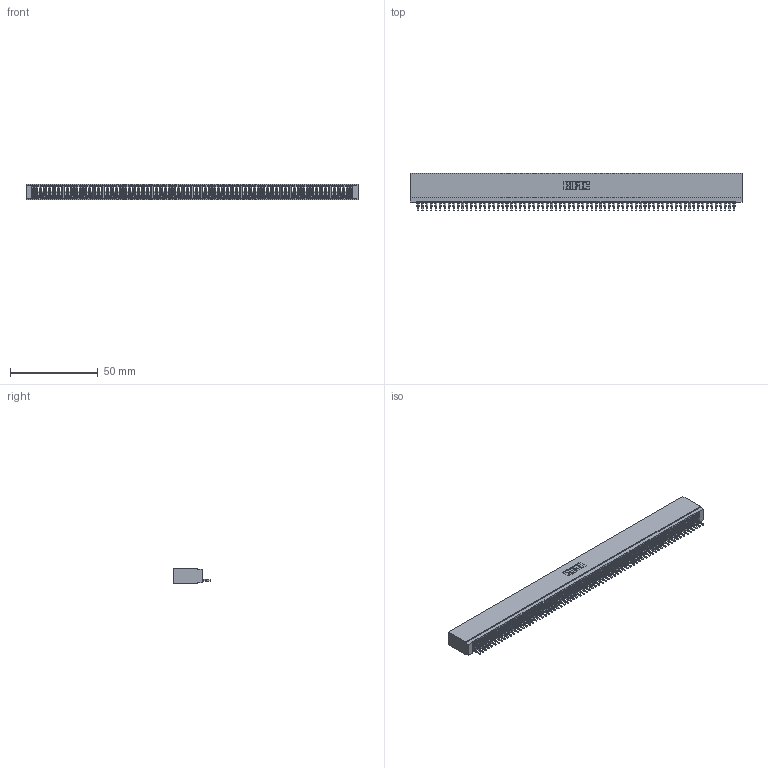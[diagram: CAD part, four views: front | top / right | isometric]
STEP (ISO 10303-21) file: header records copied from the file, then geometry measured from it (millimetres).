
FILE_DESCRIPTION (( 'STEP AP203' ), '1' );
FILE_NAME ('745-072-520-101.STEP', '2026-02-26T14:12:25', ( '' ), ( '' ), 'SwSTEP 2.0', 'SolidWorks 2023', '' );
FILE_SCHEMA (( 'CONFIG_CONTROL_DESIGN' ));
Length unit declared in the file: millimetre
Products named in the file (3): 745-292-001_520; 745-072-520-101; 745 Part_Insulator Option - 01
Assembly tree (73 placements, depth 2):
  745-072-520-101
    745 Part_Insulator Option - 01
    745-292-001_520  x72
Bounding box: 189.48 x 21.22 x 8.89 mm (x, y, z)
Volume: 16118 mm3; surface area: 30204.2 mm2
Topology: 73 solids, 73 shells, 8159 faces, 22434 edges, 14140 vertices
Faces by surface type: plane 4879, bspline 1440, cylinder 1408, torus 432
Entity records: 114814 total; most frequent: CARTESIAN_POINT 20735, ORIENTED_EDGE 20302, DIRECTION 17565, EDGE_CURVE 10151, VECTOR 9537, LINE 9537, VERTEX_POINT 6472, AXIS2_PLACEMENT_3D 4014
